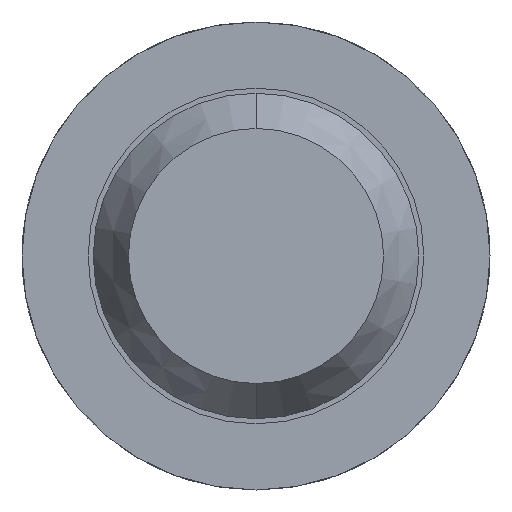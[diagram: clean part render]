
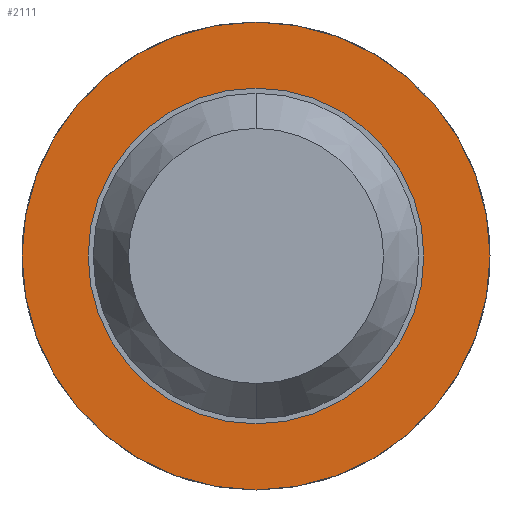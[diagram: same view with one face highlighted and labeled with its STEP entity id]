
A CAD part, front view. The second image highlights one B-rep face of the part: STEP entity #2111.
In plain terms, the highlighted planar face has unit normal (0, -1, 0).
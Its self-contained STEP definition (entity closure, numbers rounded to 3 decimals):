
#19 = AXIS2_PLACEMENT_3D ( 'NONE', #2539, #390, #3744 ) ;
#67 = EDGE_CURVE ( 'Defeature ausgef�hrt1_0+Defeature ausgef�hrt1_7+Defeature ausgef�hrt1_7+Defeature ausgef�hrt1_7', #2024, #3266, #397, .T. ) ;
#81 = CARTESIAN_POINT ( 'NONE',  ( 0., -1.7, 0. ) ) ;
#276 = CARTESIAN_POINT ( 'NONE',  ( 0., -1.7, 1.15 ) ) ;
#390 = DIRECTION ( 'NONE',  ( 0., 1., 0. ) ) ;
#397 = CIRCLE ( 'NONE', #2843, 1.15 ) ;
#616 = DIRECTION ( 'NONE',  ( 0., 1., 0. ) ) ;
#775 = VERTEX_POINT ( 'NONE', #1372 ) ;
#780 = CARTESIAN_POINT ( 'NONE',  ( 0., -1.7, 0. ) ) ;
#785 = EDGE_CURVE ( 'Defeature ausgef�hrt1_0+Defeature ausgef�hrt1_7+Defeature ausgef�hrt1_7+Defeature ausgef�hrt1_7', #3266, #2024, #2209, .T. ) ;
#842 = DIRECTION ( 'NONE',  ( 0., 0., 1. ) ) ;
#932 = EDGE_CURVE ( 'Defeature ausgef�hrt1_7+Defeature ausgef�hrt1_6+Defeature ausgef�hrt1_6+Defeature ausgef�hrt1_6', #1493, #775, #1618, .T. ) ;
#1096 = ORIENTED_EDGE ( 'NONE', *, *, #3916, .T. ) ;
#1100 = DIRECTION ( 'NONE',  ( 0., 1., 0. ) ) ;
#1130 = DIRECTION ( 'NONE',  ( 0., 1., 0. ) ) ;
#1172 = CARTESIAN_POINT ( 'NONE',  ( 0., -1.7, 0. ) ) ;
#1226 = CARTESIAN_POINT ( 'NONE',  ( 0., -1.7, -0.825 ) ) ;
#1372 = CARTESIAN_POINT ( 'NONE',  ( 0., -1.7, 0.825 ) ) ;
#1394 = AXIS2_PLACEMENT_3D ( 'NONE', #81, #1992, #2618 ) ;
#1493 = VERTEX_POINT ( 'NONE', #1226 ) ;
#1618 = CIRCLE ( 'NONE', #4023, 0.825 ) ;
#1800 = ORIENTED_EDGE ( 'NONE', *, *, #785, .F. ) ;
#1859 = AXIS2_PLACEMENT_3D ( 'NONE', #1172, #1130, #842 ) ;
#1992 = DIRECTION ( 'NONE',  ( 0., 1., 0. ) ) ;
#2024 = VERTEX_POINT ( 'NONE', #276 ) ;
#2111 = ADVANCED_FACE ( 'Defeature ausgef�hrt1_7', ( #2219, #3139 ), #3450, .F. ) ;
#2209 = CIRCLE ( 'NONE', #1394, 1.15 ) ;
#2219 = FACE_OUTER_BOUND ( 'NONE', #3439, .T. ) ;
#2470 = CARTESIAN_POINT ( 'NONE',  ( 0., -1.7, 0. ) ) ;
#2539 = CARTESIAN_POINT ( 'NONE',  ( 0.825, -1.7, 0. ) ) ;
#2618 = DIRECTION ( 'NONE',  ( 0., 0., 1. ) ) ;
#2843 = AXIS2_PLACEMENT_3D ( 'NONE', #2470, #616, #3109 ) ;
#2940 = DIRECTION ( 'NONE',  ( 0., 0., 1. ) ) ;
#3109 = DIRECTION ( 'NONE',  ( 0., 0., 1. ) ) ;
#3139 = FACE_BOUND ( 'NONE', #3241, .T. ) ;
#3207 = CIRCLE ( 'NONE', #1859, 0.825 ) ;
#3241 = EDGE_LOOP ( 'NONE', ( #1096, #3634 ) ) ;
#3266 = VERTEX_POINT ( 'NONE', #3729 ) ;
#3373 = ORIENTED_EDGE ( 'NONE', *, *, #67, .F. ) ;
#3439 = EDGE_LOOP ( 'NONE', ( #3373, #1800 ) ) ;
#3450 = PLANE ( 'NONE',  #19 ) ;
#3634 = ORIENTED_EDGE ( 'NONE', *, *, #932, .T. ) ;
#3729 = CARTESIAN_POINT ( 'NONE',  ( 0., -1.7, -1.15 ) ) ;
#3744 = DIRECTION ( 'NONE',  ( 0., 0., 1. ) ) ;
#3916 = EDGE_CURVE ( 'Defeature ausgef�hrt1_7+Defeature ausgef�hrt1_6+Defeature ausgef�hrt1_6+Defeature ausgef�hrt1_6', #775, #1493, #3207, .T. ) ;
#4023 = AXIS2_PLACEMENT_3D ( 'NONE', #780, #1100, #2940 ) ;
